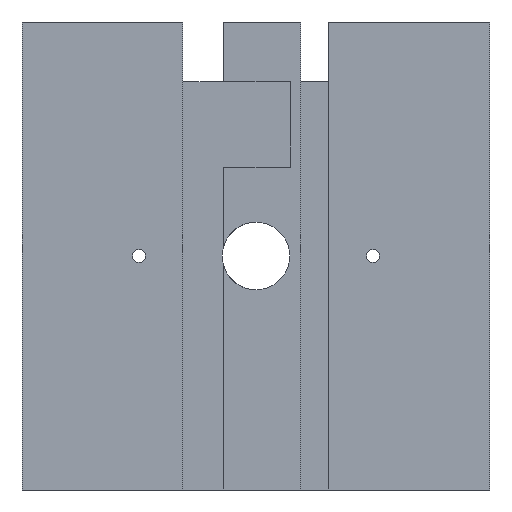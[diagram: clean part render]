
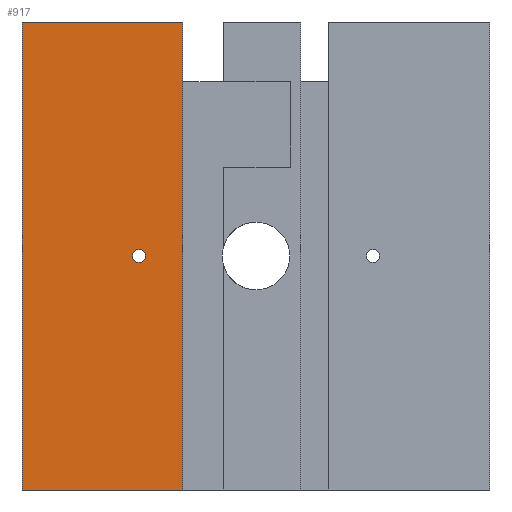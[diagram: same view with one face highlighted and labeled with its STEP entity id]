
A CAD part, front view. The second image highlights one B-rep face of the part: STEP entity #917.
In plain terms, the highlighted planar face has unit normal (0, -1, 0).
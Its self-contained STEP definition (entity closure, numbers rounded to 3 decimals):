
#16 = EDGE_LOOP ( 'NONE', ( #892, #593, #680, #903 ) ) ;
#34 = EDGE_CURVE ( 'NONE', #581, #915, #445, .T. ) ;
#90 = CARTESIAN_POINT ( 'NONE',  ( 630.17, 850.351, 1261.087 ) ) ;
#96 = DIRECTION ( 'NONE',  ( 0., 0., 1. ) ) ;
#151 = LINE ( 'NONE', #394, #600 ) ;
#170 = DIRECTION ( 'NONE',  ( 0., 0., 1. ) ) ;
#171 = PLANE ( 'NONE',  #308 ) ;
#176 = VERTEX_POINT ( 'NONE', #712 ) ;
#177 = CARTESIAN_POINT ( 'NONE',  ( 585.17, 850.351, 1171.087 ) ) ;
#202 = AXIS2_PLACEMENT_3D ( 'NONE', #774, #919, #170 ) ;
#210 = LINE ( 'NONE', #968, #667 ) ;
#240 = DIRECTION ( 'NONE',  ( 0., 0., 1. ) ) ;
#259 = VECTOR ( 'NONE', #806, 1000. ) ;
#265 = CARTESIAN_POINT ( 'NONE',  ( 630.17, 850.351, 1258.587 ) ) ;
#304 = ORIENTED_EDGE ( 'NONE', *, *, #797, .T. ) ;
#307 = AXIS2_PLACEMENT_3D ( 'NONE', #90, #622, #240 ) ;
#308 = AXIS2_PLACEMENT_3D ( 'NONE', #177, #856, #96 ) ;
#345 = EDGE_CURVE ( 'NONE', #838, #611, #151, .T. ) ;
#394 = CARTESIAN_POINT ( 'NONE',  ( 765.17, 850.351, 1171.087 ) ) ;
#411 = CARTESIAN_POINT ( 'NONE',  ( 630.17, 850.351, 1263.587 ) ) ;
#433 = ORIENTED_EDGE ( 'NONE', *, *, #34, .T. ) ;
#445 = CIRCLE ( 'NONE', #202, 2.5 ) ;
#519 = LINE ( 'NONE', #823, #829 ) ;
#544 = DIRECTION ( 'NONE',  ( -1., 0., 0. ) ) ;
#546 = EDGE_LOOP ( 'NONE', ( #304, #433 ) ) ;
#581 = VERTEX_POINT ( 'NONE', #265 ) ;
#593 = ORIENTED_EDGE ( 'NONE', *, *, #692, .T. ) ;
#600 = VECTOR ( 'NONE', #544, 1000. ) ;
#611 = VERTEX_POINT ( 'NONE', #964 ) ;
#612 = CARTESIAN_POINT ( 'NONE',  ( 646.939, 850.351, 1171.087 ) ) ;
#622 = DIRECTION ( 'NONE',  ( 0., 1., 0. ) ) ;
#627 = EDGE_CURVE ( 'NONE', #611, #176, #743, .T. ) ;
#628 = CARTESIAN_POINT ( 'NONE',  ( 646.939, 850.351, 1351.087 ) ) ;
#639 = FACE_BOUND ( 'NONE', #546, .T. ) ;
#667 = VECTOR ( 'NONE', #673, 1000. ) ;
#673 = DIRECTION ( 'NONE',  ( 1., 0., 0. ) ) ;
#680 = ORIENTED_EDGE ( 'NONE', *, *, #682, .F. ) ;
#682 = EDGE_CURVE ( 'NONE', #176, #899, #210, .T. ) ;
#692 = EDGE_CURVE ( 'NONE', #838, #899, #519, .T. ) ;
#712 = CARTESIAN_POINT ( 'NONE',  ( 585.17, 850.351, 1351.087 ) ) ;
#730 = CIRCLE ( 'NONE', #307, 2.5 ) ;
#743 = LINE ( 'NONE', #895, #259 ) ;
#774 = CARTESIAN_POINT ( 'NONE',  ( 630.17, 850.351, 1261.087 ) ) ;
#797 = EDGE_CURVE ( 'NONE', #915, #581, #730, .T. ) ;
#806 = DIRECTION ( 'NONE',  ( 0., 0., 1. ) ) ;
#823 = CARTESIAN_POINT ( 'NONE',  ( 646.939, 850.351, 1171.087 ) ) ;
#829 = VECTOR ( 'NONE', #886, 1000. ) ;
#838 = VERTEX_POINT ( 'NONE', #612 ) ;
#856 = DIRECTION ( 'NONE',  ( 0., 1., 0. ) ) ;
#886 = DIRECTION ( 'NONE',  ( 0., 0., 1. ) ) ;
#892 = ORIENTED_EDGE ( 'NONE', *, *, #345, .F. ) ;
#895 = CARTESIAN_POINT ( 'NONE',  ( 585.17, 850.351, 1171.087 ) ) ;
#899 = VERTEX_POINT ( 'NONE', #628 ) ;
#903 = ORIENTED_EDGE ( 'NONE', *, *, #627, .F. ) ;
#915 = VERTEX_POINT ( 'NONE', #411 ) ;
#917 = ADVANCED_FACE ( 'NONE', ( #639, #948 ), #171, .F. ) ;
#919 = DIRECTION ( 'NONE',  ( 0., 1., 0. ) ) ;
#948 = FACE_OUTER_BOUND ( 'NONE', #16, .T. ) ;
#964 = CARTESIAN_POINT ( 'NONE',  ( 585.17, 850.351, 1171.087 ) ) ;
#968 = CARTESIAN_POINT ( 'NONE',  ( 585.17, 850.351, 1351.087 ) ) ;
